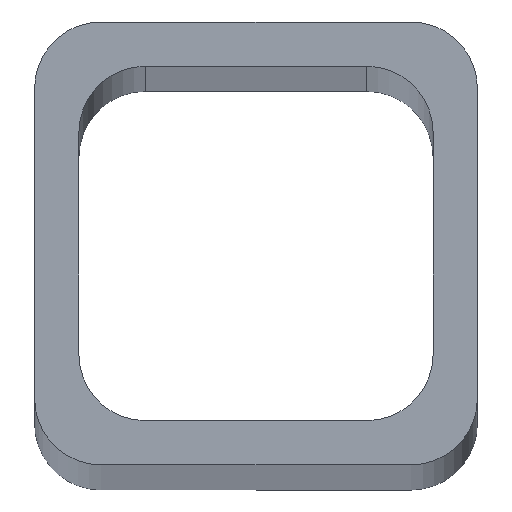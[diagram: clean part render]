
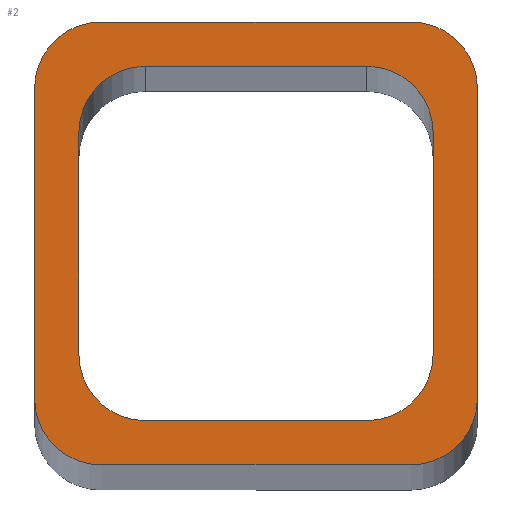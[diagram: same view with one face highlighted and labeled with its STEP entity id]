
A CAD part, top view. The second image highlights one B-rep face of the part: STEP entity #2.
In plain terms, the highlighted planar face has unit normal (0, 0, 1).
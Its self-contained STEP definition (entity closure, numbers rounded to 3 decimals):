
#2 = ADVANCED_FACE ( 'NONE', ( #454, #321 ), #531, .T. ) ;
#6 = VECTOR ( 'NONE', #605, 1000. ) ;
#8 = CIRCLE ( 'NONE', #896, 3. ) ;
#17 = CARTESIAN_POINT ( 'NONE',  ( -7., 7., 650. ) ) ;
#23 = CARTESIAN_POINT ( 'NONE',  ( 5., 5., 650. ) ) ;
#40 = CIRCLE ( 'NONE', #223, 3. ) ;
#41 = DIRECTION ( 'NONE',  ( -1., 0., 0. ) ) ;
#46 = LINE ( 'NONE', #635, #696 ) ;
#61 = VERTEX_POINT ( 'NONE', #157 ) ;
#69 = VECTOR ( 'NONE', #865, 1000. ) ;
#70 = EDGE_CURVE ( 'NONE', #266, #85, #270, .T. ) ;
#71 = EDGE_CURVE ( 'NONE', #330, #565, #8, .T. ) ;
#72 = CARTESIAN_POINT ( 'NONE',  ( -5., -8., 650. ) ) ;
#75 = DIRECTION ( 'NONE',  ( -1., 0., 0. ) ) ;
#85 = VERTEX_POINT ( 'NONE', #748 ) ;
#102 = EDGE_CURVE ( 'NONE', #286, #888, #488, .T. ) ;
#103 = CARTESIAN_POINT ( 'NONE',  ( -5., 5., 650. ) ) ;
#113 = VERTEX_POINT ( 'NONE', #931 ) ;
#114 = AXIS2_PLACEMENT_3D ( 'NONE', #363, #656, #949 ) ;
#127 = LINE ( 'NONE', #213, #69 ) ;
#129 = VECTOR ( 'NONE', #422, 1000. ) ;
#131 = VERTEX_POINT ( 'NONE', #264 ) ;
#134 = DIRECTION ( 'NONE',  ( 1., 0., 0. ) ) ;
#142 = AXIS2_PLACEMENT_3D ( 'NONE', #23, #731, #75 ) ;
#155 = CARTESIAN_POINT ( 'NONE',  ( 10., -7., 650. ) ) ;
#157 = CARTESIAN_POINT ( 'NONE',  ( 5., 8., 650. ) ) ;
#169 = CARTESIAN_POINT ( 'NONE',  ( -5., -5., 650. ) ) ;
#180 = EDGE_CURVE ( 'NONE', #85, #529, #569, .T. ) ;
#186 = DIRECTION ( 'NONE',  ( 0., 0., 1. ) ) ;
#187 = CARTESIAN_POINT ( 'NONE',  ( 8., -5., 650. ) ) ;
#190 = EDGE_CURVE ( 'NONE', #702, #113, #127, .T. ) ;
#198 = ORIENTED_EDGE ( 'NONE', *, *, #783, .T. ) ;
#205 = CARTESIAN_POINT ( 'NONE',  ( 7., -7., 650. ) ) ;
#213 = CARTESIAN_POINT ( 'NONE',  ( -8., -5., 650. ) ) ;
#219 = VERTEX_POINT ( 'NONE', #775 ) ;
#221 = ORIENTED_EDGE ( 'NONE', *, *, #306, .F. ) ;
#222 = LINE ( 'NONE', #72, #863 ) ;
#223 = AXIS2_PLACEMENT_3D ( 'NONE', #169, #310, #741 ) ;
#224 = CIRCLE ( 'NONE', #268, 3. ) ;
#264 = CARTESIAN_POINT ( 'NONE',  ( 8., 5., 650. ) ) ;
#266 = VERTEX_POINT ( 'NONE', #514 ) ;
#268 = AXIS2_PLACEMENT_3D ( 'NONE', #560, #776, #134 ) ;
#270 = CIRCLE ( 'NONE', #835, 3. ) ;
#284 = VECTOR ( 'NONE', #632, 1000. ) ;
#286 = VERTEX_POINT ( 'NONE', #155 ) ;
#295 = CARTESIAN_POINT ( 'NONE',  ( -10., -7., 650. ) ) ;
#296 = ORIENTED_EDGE ( 'NONE', *, *, #477, .F. ) ;
#301 = ORIENTED_EDGE ( 'NONE', *, *, #866, .T. ) ;
#306 = EDGE_CURVE ( 'NONE', #429, #330, #222, .T. ) ;
#309 = DIRECTION ( 'NONE',  ( 1., 0., 0. ) ) ;
#310 = DIRECTION ( 'NONE',  ( 0., 0., 1. ) ) ;
#317 = VERTEX_POINT ( 'NONE', #658 ) ;
#321 = FACE_BOUND ( 'NONE', #419, .T. ) ;
#326 = CARTESIAN_POINT ( 'NONE',  ( -5., -8., 650. ) ) ;
#330 = VERTEX_POINT ( 'NONE', #665 ) ;
#332 = VECTOR ( 'NONE', #489, 1000. ) ;
#359 = ORIENTED_EDGE ( 'NONE', *, *, #536, .F. ) ;
#363 = CARTESIAN_POINT ( 'NONE',  ( 7., 7., 650. ) ) ;
#374 = DIRECTION ( 'NONE',  ( 1., 0., 0. ) ) ;
#406 = LINE ( 'NONE', #622, #480 ) ;
#409 = DIRECTION ( 'NONE',  ( 0., 0., 1. ) ) ;
#411 = ORIENTED_EDGE ( 'NONE', *, *, #751, .F. ) ;
#415 = ORIENTED_EDGE ( 'NONE', *, *, #812, .T. ) ;
#419 = EDGE_LOOP ( 'NONE', ( #880, #296, #576, #802, #411, #606, #221, #359 ) ) ;
#422 = DIRECTION ( 'NONE',  ( 0., -1., 0. ) ) ;
#425 = CARTESIAN_POINT ( 'NONE',  ( 10., 7., 650. ) ) ;
#429 = VERTEX_POINT ( 'NONE', #326 ) ;
#449 = CARTESIAN_POINT ( 'NONE',  ( -7., 7., 650. ) ) ;
#454 = FACE_OUTER_BOUND ( 'NONE', #655, .T. ) ;
#456 = VERTEX_POINT ( 'NONE', #545 ) ;
#477 = EDGE_CURVE ( 'NONE', #317, #702, #907, .T. ) ;
#480 = VECTOR ( 'NONE', #549, 1000. ) ;
#488 = LINE ( 'NONE', #425, #284 ) ;
#489 = DIRECTION ( 'NONE',  ( 1., 0., 0. ) ) ;
#496 = CARTESIAN_POINT ( 'NONE',  ( -10., 7., 650. ) ) ;
#514 = CARTESIAN_POINT ( 'NONE',  ( -7., 10., 650. ) ) ;
#516 = CARTESIAN_POINT ( 'NONE',  ( 8., -5., 650. ) ) ;
#529 = VERTEX_POINT ( 'NONE', #295 ) ;
#531 = PLANE ( 'NONE',  #939 ) ;
#536 = EDGE_CURVE ( 'NONE', #113, #429, #40, .T. ) ;
#545 = CARTESIAN_POINT ( 'NONE',  ( -7., -10., 650. ) ) ;
#549 = DIRECTION ( 'NONE',  ( -1., 0., 0. ) ) ;
#554 = LINE ( 'NONE', #850, #332 ) ;
#557 = CARTESIAN_POINT ( 'NONE',  ( 10., 7., 650. ) ) ;
#560 = CARTESIAN_POINT ( 'NONE',  ( -7., -7., 650. ) ) ;
#565 = VERTEX_POINT ( 'NONE', #516 ) ;
#569 = LINE ( 'NONE', #496, #129 ) ;
#576 = ORIENTED_EDGE ( 'NONE', *, *, #790, .F. ) ;
#578 = DIRECTION ( 'NONE',  ( 1., 0., 0. ) ) ;
#594 = DIRECTION ( 'NONE',  ( 0., 0., 1. ) ) ;
#605 = DIRECTION ( 'NONE',  ( 0., 1., 0. ) ) ;
#606 = ORIENTED_EDGE ( 'NONE', *, *, #71, .F. ) ;
#621 = ORIENTED_EDGE ( 'NONE', *, *, #70, .T. ) ;
#622 = CARTESIAN_POINT ( 'NONE',  ( -7., 10., 650. ) ) ;
#632 = DIRECTION ( 'NONE',  ( 0., 1., 0. ) ) ;
#633 = EDGE_CURVE ( 'NONE', #131, #61, #761, .T. ) ;
#634 = EDGE_CURVE ( 'NONE', #888, #219, #709, .T. ) ;
#635 = CARTESIAN_POINT ( 'NONE',  ( -5., 8., 650. ) ) ;
#644 = DIRECTION ( 'NONE',  ( 0., 0., 1. ) ) ;
#655 = EDGE_LOOP ( 'NONE', ( #621, #693, #301, #415, #198, #792, #721, #943 ) ) ;
#656 = DIRECTION ( 'NONE',  ( 0., 0., 1. ) ) ;
#658 = CARTESIAN_POINT ( 'NONE',  ( -5., 8., 650. ) ) ;
#665 = CARTESIAN_POINT ( 'NONE',  ( 5., -8., 650. ) ) ;
#689 = CARTESIAN_POINT ( 'NONE',  ( -8., 5., 650. ) ) ;
#693 = ORIENTED_EDGE ( 'NONE', *, *, #180, .T. ) ;
#696 = VECTOR ( 'NONE', #929, 1000. ) ;
#702 = VERTEX_POINT ( 'NONE', #689 ) ;
#709 = CIRCLE ( 'NONE', #114, 3. ) ;
#719 = CARTESIAN_POINT ( 'NONE',  ( 7., -10., 650. ) ) ;
#721 = ORIENTED_EDGE ( 'NONE', *, *, #634, .T. ) ;
#731 = DIRECTION ( 'NONE',  ( 0., 0., 1. ) ) ;
#740 = DIRECTION ( 'NONE',  ( 0., 0., 1. ) ) ;
#741 = DIRECTION ( 'NONE',  ( -1., 0., 0. ) ) ;
#744 = AXIS2_PLACEMENT_3D ( 'NONE', #205, #644, #856 ) ;
#748 = CARTESIAN_POINT ( 'NONE',  ( -10., 7., 650. ) ) ;
#751 = EDGE_CURVE ( 'NONE', #565, #131, #911, .T. ) ;
#754 = EDGE_CURVE ( 'NONE', #219, #266, #406, .T. ) ;
#761 = CIRCLE ( 'NONE', #142, 3. ) ;
#775 = CARTESIAN_POINT ( 'NONE',  ( 7., 10., 650. ) ) ;
#776 = DIRECTION ( 'NONE',  ( 0., 0., 1. ) ) ;
#783 = EDGE_CURVE ( 'NONE', #883, #286, #937, .T. ) ;
#790 = EDGE_CURVE ( 'NONE', #61, #317, #46, .T. ) ;
#792 = ORIENTED_EDGE ( 'NONE', *, *, #102, .T. ) ;
#795 = AXIS2_PLACEMENT_3D ( 'NONE', #103, #186, #41 ) ;
#802 = ORIENTED_EDGE ( 'NONE', *, *, #633, .F. ) ;
#812 = EDGE_CURVE ( 'NONE', #456, #883, #554, .T. ) ;
#835 = AXIS2_PLACEMENT_3D ( 'NONE', #449, #740, #374 ) ;
#850 = CARTESIAN_POINT ( 'NONE',  ( -7., -10., 650. ) ) ;
#856 = DIRECTION ( 'NONE',  ( 1., 0., 0. ) ) ;
#863 = VECTOR ( 'NONE', #578, 1000. ) ;
#865 = DIRECTION ( 'NONE',  ( 0., -1., 0. ) ) ;
#866 = EDGE_CURVE ( 'NONE', #529, #456, #224, .T. ) ;
#880 = ORIENTED_EDGE ( 'NONE', *, *, #190, .F. ) ;
#883 = VERTEX_POINT ( 'NONE', #719 ) ;
#886 = DIRECTION ( 'NONE',  ( 1., 0., 0. ) ) ;
#888 = VERTEX_POINT ( 'NONE', #557 ) ;
#891 = CARTESIAN_POINT ( 'NONE',  ( 5., -5., 650. ) ) ;
#896 = AXIS2_PLACEMENT_3D ( 'NONE', #891, #594, #886 ) ;
#907 = CIRCLE ( 'NONE', #795, 3. ) ;
#911 = LINE ( 'NONE', #187, #6 ) ;
#929 = DIRECTION ( 'NONE',  ( -1., 0., 0. ) ) ;
#931 = CARTESIAN_POINT ( 'NONE',  ( -8., -5., 650. ) ) ;
#937 = CIRCLE ( 'NONE', #744, 3. ) ;
#939 = AXIS2_PLACEMENT_3D ( 'NONE', #17, #409, #309 ) ;
#943 = ORIENTED_EDGE ( 'NONE', *, *, #754, .T. ) ;
#949 = DIRECTION ( 'NONE',  ( -1., 0., 0. ) ) ;
